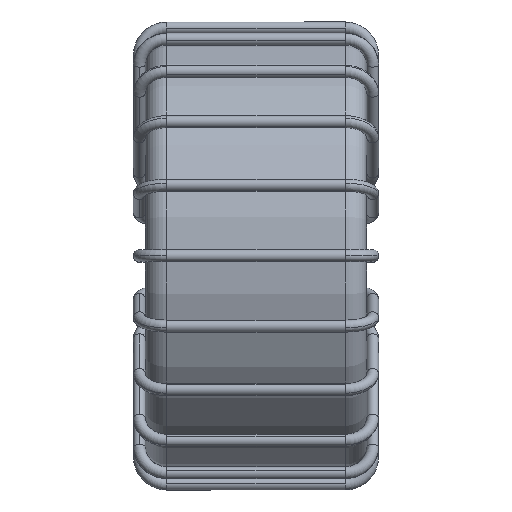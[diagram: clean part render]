
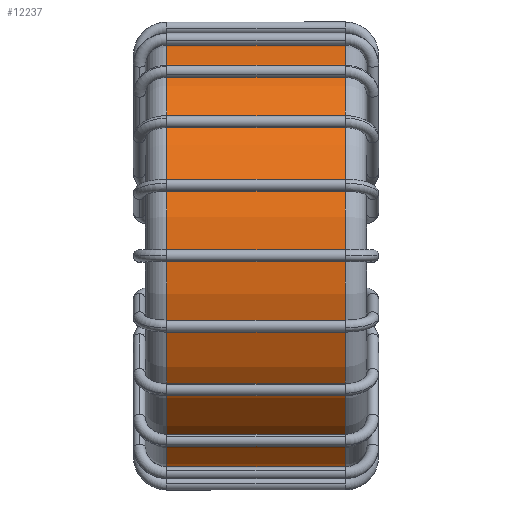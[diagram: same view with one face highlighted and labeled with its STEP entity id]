
A CAD part, top view. The second image highlights one B-rep face of the part: STEP entity #12237.
In plain terms, the highlighted cylindrical face has radius 10.34 mm (diameter 20.68 mm), a partial arc.
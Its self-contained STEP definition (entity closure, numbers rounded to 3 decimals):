
#11925=CARTESIAN_POINT('',(4.155,-10.34,10.9));
#11926=VERTEX_POINT('',#11925);
#11936=CARTESIAN_POINT('',(4.155,10.34,10.9));
#11937=VERTEX_POINT('',#11936);
#12013=CARTESIAN_POINT('',(-4.155,10.34,10.9));
#12014=VERTEX_POINT('',#12013);
#12015=CARTESIAN_POINT('',(4.155,10.34,10.9));
#12016=DIRECTION('',(-1.0,0.0,0.0));
#12017=VECTOR('',#12016,8.31);
#12018=LINE('',#12015,#12017);
#12019=EDGE_CURVE('',#11937,#12014,#12018,.T.);
#12022=CARTESIAN_POINT('',(-4.155,-10.34,10.9));
#12023=VERTEX_POINT('',#12022);
#12024=CARTESIAN_POINT('',(4.155,-10.34,10.9));
#12025=DIRECTION('',(-1.0,0.0,0.0));
#12026=VECTOR('',#12025,8.31);
#12027=LINE('',#12024,#12026);
#12028=EDGE_CURVE('',#11926,#12023,#12027,.T.);
#12210=CARTESIAN_POINT('',(-4.155,0.,10.9));
#12211=DIRECTION('',(-1.0,0.0,0.0));
#12212=DIRECTION('',(0.0,-1.0,0.0));
#12213=AXIS2_PLACEMENT_3D('',#12210,#12211,#12212);
#12214=CIRCLE('',#12213,10.34);
#12215=EDGE_CURVE('',#12023,#12014,#12214,.T.);
#12220=CARTESIAN_POINT('',(-5.155,0.,10.9));
#12221=DIRECTION('',(1.0,0.,0.));
#12222=DIRECTION('',(0.0,1.0,0.0));
#12223=AXIS2_PLACEMENT_3D('',#12220,#12221,#12222);
#12224=CYLINDRICAL_SURFACE('',#12223,10.34);
#12225=ORIENTED_EDGE('',*,*,#12019,.T.);
#12226=ORIENTED_EDGE('',*,*,#12215,.F.);
#12227=ORIENTED_EDGE('',*,*,#12028,.F.);
#12228=CARTESIAN_POINT('',(4.155,0.,10.9));
#12229=DIRECTION('',(1.0,0.0,0.0));
#12230=DIRECTION('',(0.0,-1.0,0.0));
#12231=AXIS2_PLACEMENT_3D('',#12228,#12229,#12230);
#12232=CIRCLE('',#12231,10.34);
#12233=EDGE_CURVE('',#11937,#11926,#12232,.T.);
#12234=ORIENTED_EDGE('',*,*,#12233,.F.);
#12235=EDGE_LOOP('',(#12225,#12226,#12227,#12234));
#12236=FACE_OUTER_BOUND('',#12235,.T.);
#12237=ADVANCED_FACE('',(#12236),#12224,.T.);
